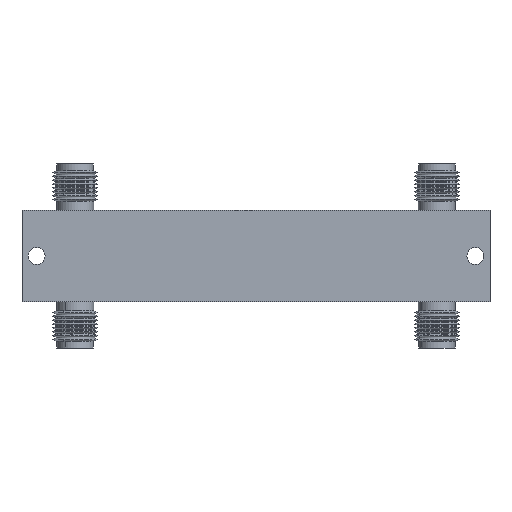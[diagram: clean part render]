
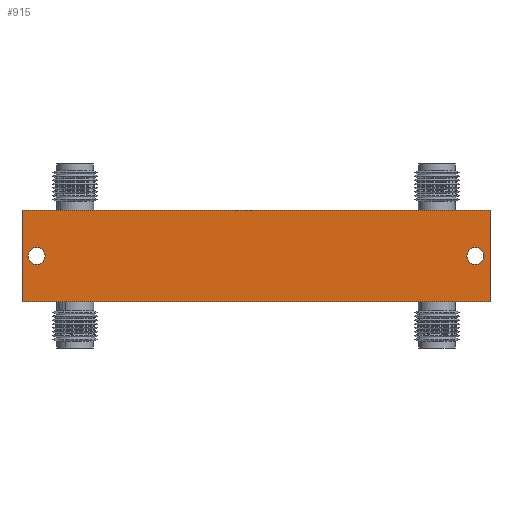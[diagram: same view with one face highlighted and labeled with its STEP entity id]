
A CAD part, front view. The second image highlights one B-rep face of the part: STEP entity #915.
In plain terms, the highlighted planar face has unit normal (0, -1, 0).
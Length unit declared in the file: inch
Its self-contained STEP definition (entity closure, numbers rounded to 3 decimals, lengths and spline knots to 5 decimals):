
#418 = CIRCLE ( 'NONE', #9687, 0.0465 ) ;
#661 = EDGE_CURVE ( 'NONE', #37268, #21919, #3481, .T. ) ;
#915 = ADVANCED_FACE ( 'NONE', ( #25081, #7525, #12766 ), #12958, .T. ) ;
#1174 = VERTEX_POINT ( 'NONE', #34053 ) ;
#1346 = DIRECTION ( 'NONE',  ( 0., -1., 0. ) ) ;
#1372 = CARTESIAN_POINT ( 'NONE',  ( 1.275, 0., -0.25 ) ) ;
#2137 = ORIENTED_EDGE ( 'NONE', *, *, #661, .T. ) ;
#2487 = CARTESIAN_POINT ( 'NONE',  ( 1.1955, 0., 0.0465 ) ) ;
#2604 = VERTEX_POINT ( 'NONE', #2487 ) ;
#2782 = EDGE_CURVE ( 'NONE', #35360, #21677, #27908, .T. ) ;
#3481 = CIRCLE ( 'NONE', #18356, 0.0465 ) ;
#5386 = AXIS2_PLACEMENT_3D ( 'NONE', #29561, #12040, #23768 ) ;
#6219 = LINE ( 'NONE', #27074, #31549 ) ;
#6319 = CARTESIAN_POINT ( 'NONE',  ( -1.1955, 0., 0. ) ) ;
#6750 = EDGE_LOOP ( 'NONE', ( #24401, #20307, #7116, #21985 ) ) ;
#7116 = ORIENTED_EDGE ( 'NONE', *, *, #16656, .F. ) ;
#7174 = EDGE_CURVE ( 'NONE', #1174, #35360, #6219, .T. ) ;
#7525 = FACE_BOUND ( 'NONE', #16100, .T. ) ;
#7963 = DIRECTION ( 'NONE',  ( 0., 0., 1. ) ) ;
#8154 = VECTOR ( 'NONE', #9924, 39.37008 ) ;
#8437 = DIRECTION ( 'NONE',  ( 0., 0., -1. ) ) ;
#8490 = DIRECTION ( 'NONE',  ( 0., 0., -1. ) ) ;
#8745 = CARTESIAN_POINT ( 'NONE',  ( -1.275, 0., 0.25 ) ) ;
#9247 = DIRECTION ( 'NONE',  ( 0., 1., 0. ) ) ;
#9687 = AXIS2_PLACEMENT_3D ( 'NONE', #26034, #37760, #17774 ) ;
#9716 = AXIS2_PLACEMENT_3D ( 'NONE', #24681, #1346, #10246 ) ;
#9924 = DIRECTION ( 'NONE',  ( 1., 0., 0. ) ) ;
#10246 = DIRECTION ( 'NONE',  ( 0., 0., -1. ) ) ;
#10795 = EDGE_CURVE ( 'NONE', #2604, #13030, #34596, .T. ) ;
#12040 = DIRECTION ( 'NONE',  ( 0., 1., 0. ) ) ;
#12766 = FACE_OUTER_BOUND ( 'NONE', #6750, .T. ) ;
#12958 = PLANE ( 'NONE',  #9716 ) ;
#13030 = VERTEX_POINT ( 'NONE', #24858 ) ;
#13098 = CARTESIAN_POINT ( 'NONE',  ( -1.275, 0., -0.25 ) ) ;
#15445 = CARTESIAN_POINT ( 'NONE',  ( 1.1955, 0., 0. ) ) ;
#15641 = VECTOR ( 'NONE', #28876, 39.37008 ) ;
#16100 = EDGE_LOOP ( 'NONE', ( #17840, #32007 ) ) ;
#16656 = EDGE_CURVE ( 'NONE', #21677, #26236, #24728, .T. ) ;
#17774 = DIRECTION ( 'NONE',  ( 0., 0., -1. ) ) ;
#17840 = ORIENTED_EDGE ( 'NONE', *, *, #10795, .T. ) ;
#18356 = AXIS2_PLACEMENT_3D ( 'NONE', #6319, #9247, #8490 ) ;
#19377 = CARTESIAN_POINT ( 'NONE',  ( -1.275, 0., 0.25 ) ) ;
#20194 = VECTOR ( 'NONE', #7963, 39.37008 ) ;
#20307 = ORIENTED_EDGE ( 'NONE', *, *, #25926, .F. ) ;
#20876 = CARTESIAN_POINT ( 'NONE',  ( -1.1955, 0., -0.0465 ) ) ;
#21677 = VERTEX_POINT ( 'NONE', #25867 ) ;
#21919 = VERTEX_POINT ( 'NONE', #20876 ) ;
#21985 = ORIENTED_EDGE ( 'NONE', *, *, #2782, .F. ) ;
#22025 = CIRCLE ( 'NONE', #5386, 0.0465 ) ;
#23519 = AXIS2_PLACEMENT_3D ( 'NONE', #15445, #33129, #32575 ) ;
#23768 = DIRECTION ( 'NONE',  ( 0., 0., -1. ) ) ;
#24401 = ORIENTED_EDGE ( 'NONE', *, *, #7174, .F. ) ;
#24681 = CARTESIAN_POINT ( 'NONE',  ( 0., 0., 0. ) ) ;
#24728 = LINE ( 'NONE', #19377, #20194 ) ;
#24748 = CARTESIAN_POINT ( 'NONE',  ( -1.275, 0., 0.25 ) ) ;
#24858 = CARTESIAN_POINT ( 'NONE',  ( 1.1955, 0., -0.0465 ) ) ;
#25081 = FACE_BOUND ( 'NONE', #28631, .T. ) ;
#25867 = CARTESIAN_POINT ( 'NONE',  ( -1.275, 0., -0.25 ) ) ;
#25926 = EDGE_CURVE ( 'NONE', #26236, #1174, #26719, .T. ) ;
#26034 = CARTESIAN_POINT ( 'NONE',  ( 1.1955, 0., 0. ) ) ;
#26236 = VERTEX_POINT ( 'NONE', #8745 ) ;
#26719 = LINE ( 'NONE', #24748, #8154 ) ;
#27074 = CARTESIAN_POINT ( 'NONE',  ( 1.275, 0., 0.25 ) ) ;
#27908 = LINE ( 'NONE', #13098, #15641 ) ;
#28631 = EDGE_LOOP ( 'NONE', ( #2137, #34819 ) ) ;
#28876 = DIRECTION ( 'NONE',  ( -1., 0., 0. ) ) ;
#29561 = CARTESIAN_POINT ( 'NONE',  ( -1.1955, 0., 0. ) ) ;
#31549 = VECTOR ( 'NONE', #8437, 39.37008 ) ;
#32007 = ORIENTED_EDGE ( 'NONE', *, *, #37830, .T. ) ;
#32575 = DIRECTION ( 'NONE',  ( 0., 0., -1. ) ) ;
#33129 = DIRECTION ( 'NONE',  ( 0., 1., 0. ) ) ;
#34053 = CARTESIAN_POINT ( 'NONE',  ( 1.275, 0., 0.25 ) ) ;
#34596 = CIRCLE ( 'NONE', #23519, 0.0465 ) ;
#34819 = ORIENTED_EDGE ( 'NONE', *, *, #37259, .T. ) ;
#35319 = CARTESIAN_POINT ( 'NONE',  ( -1.1955, 0., 0.0465 ) ) ;
#35360 = VERTEX_POINT ( 'NONE', #1372 ) ;
#37259 = EDGE_CURVE ( 'NONE', #21919, #37268, #22025, .T. ) ;
#37268 = VERTEX_POINT ( 'NONE', #35319 ) ;
#37760 = DIRECTION ( 'NONE',  ( 0., 1., 0. ) ) ;
#37830 = EDGE_CURVE ( 'NONE', #13030, #2604, #418, .T. ) ;
